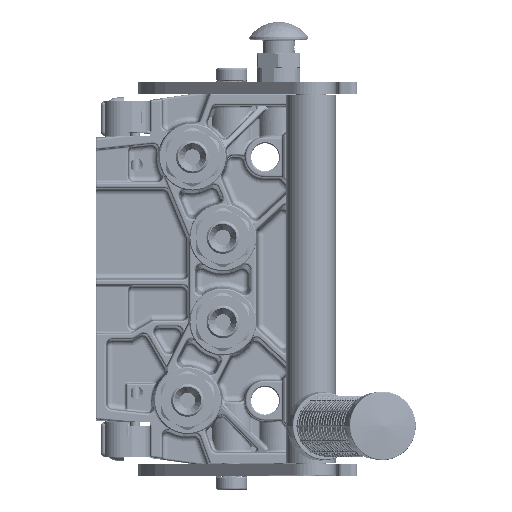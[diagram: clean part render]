
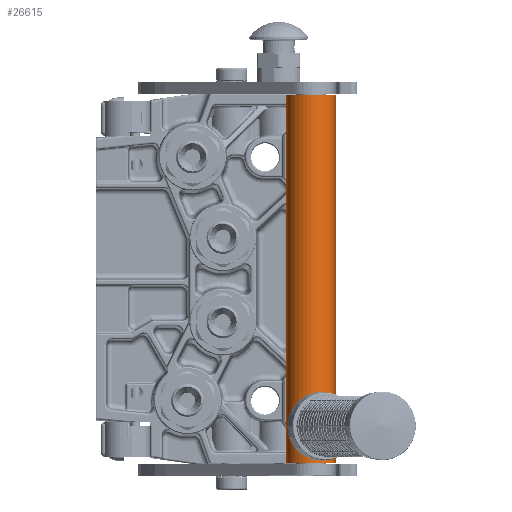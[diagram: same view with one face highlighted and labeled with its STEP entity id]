
A CAD part, top view. The second image highlights one B-rep face of the part: STEP entity #26615.
In plain terms, the highlighted cylindrical face has radius 12.5 mm (diameter 25 mm), a partial arc.
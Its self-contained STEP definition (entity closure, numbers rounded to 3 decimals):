
#9014 = CIRCLE ( 'NONE', #154132, 12.5 ) ;
#13060 = DIRECTION ( 'NONE',  ( 1., 0., 0. ) ) ;
#22754 = DIRECTION ( 'NONE',  ( -1., 0., 0. ) ) ;
#23128 = CARTESIAN_POINT ( 'NONE',  ( 192., 0., 12.5 ) ) ;
#23653 = ORIENTED_EDGE ( 'NONE', *, *, #255918, .T. ) ;
#26615 = ADVANCED_FACE ( 'NONE', ( #100313 ), #29665, .T. ) ;
#29665 = CYLINDRICAL_SURFACE ( 'NONE', #165938, 12.5 ) ;
#32665 = VECTOR ( 'NONE', #116006, 1000. ) ;
#33741 = CARTESIAN_POINT ( 'NONE',  ( 4.5, 0., 0. ) ) ;
#43706 = VERTEX_POINT ( 'NONE', #97217 ) ;
#49073 = ORIENTED_EDGE ( 'NONE', *, *, #60189, .F. ) ;
#55438 = LINE ( 'NONE', #194516, #219849 ) ;
#60189 = EDGE_CURVE ( 'NONE', #278173, #249435, #247656, .T. ) ;
#63051 = CARTESIAN_POINT ( 'NONE',  ( 4.5, 0., 12.5 ) ) ;
#65148 = CARTESIAN_POINT ( 'NONE',  ( -9.825, 0., 0. ) ) ;
#90796 = ORIENTED_EDGE ( 'NONE', *, *, #144050, .T. ) ;
#97217 = CARTESIAN_POINT ( 'NONE',  ( 4.5, 0., -12.5 ) ) ;
#100313 = FACE_OUTER_BOUND ( 'NONE', #269200, .T. ) ;
#103114 = CARTESIAN_POINT ( 'NONE',  ( 192., 0., 0. ) ) ;
#116006 = DIRECTION ( 'NONE',  ( -1., 0., 0. ) ) ;
#138140 = CIRCLE ( 'NONE', #152933, 12.5 ) ;
#144050 = EDGE_CURVE ( 'NONE', #165052, #43706, #55438, .T. ) ;
#152933 = AXIS2_PLACEMENT_3D ( 'NONE', #103114, #210110, #208249 ) ;
#154132 = AXIS2_PLACEMENT_3D ( 'NONE', #33741, #13060, #163296 ) ;
#162089 = CARTESIAN_POINT ( 'NONE',  ( 192., 0., 12.5 ) ) ;
#163296 = DIRECTION ( 'NONE',  ( 0., 0., -1. ) ) ;
#165052 = VERTEX_POINT ( 'NONE', #218700 ) ;
#165938 = AXIS2_PLACEMENT_3D ( 'NONE', #65148, #231031, #172793 ) ;
#172793 = DIRECTION ( 'NONE',  ( 0., 0., 1. ) ) ;
#194516 = CARTESIAN_POINT ( 'NONE',  ( 192., 0., -12.5 ) ) ;
#208249 = DIRECTION ( 'NONE',  ( 0., 0., -1. ) ) ;
#210110 = DIRECTION ( 'NONE',  ( 1., 0., 0. ) ) ;
#218700 = CARTESIAN_POINT ( 'NONE',  ( 192., 0., -12.5 ) ) ;
#219849 = VECTOR ( 'NONE', #22754, 1000. ) ;
#231031 = DIRECTION ( 'NONE',  ( -1., 0., 0. ) ) ;
#245703 = ORIENTED_EDGE ( 'NONE', *, *, #247130, .F. ) ;
#247130 = EDGE_CURVE ( 'NONE', #165052, #278173, #138140, .T. ) ;
#247656 = LINE ( 'NONE', #162089, #32665 ) ;
#249435 = VERTEX_POINT ( 'NONE', #63051 ) ;
#255918 = EDGE_CURVE ( 'NONE', #43706, #249435, #9014, .T. ) ;
#269200 = EDGE_LOOP ( 'NONE', ( #23653, #49073, #245703, #90796 ) ) ;
#278173 = VERTEX_POINT ( 'NONE', #23128 ) ;
